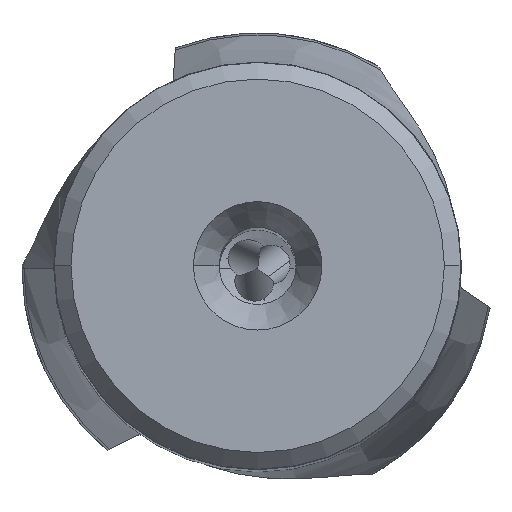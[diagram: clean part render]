
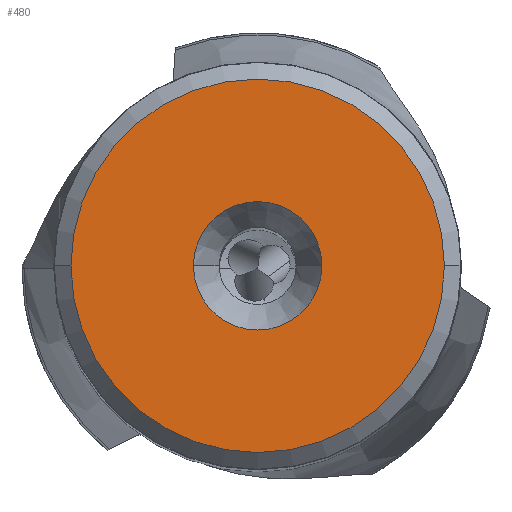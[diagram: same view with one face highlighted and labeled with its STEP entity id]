
A CAD part, top view. The second image highlights one B-rep face of the part: STEP entity #480.
In plain terms, the highlighted planar face has unit normal (0, 0, 1).
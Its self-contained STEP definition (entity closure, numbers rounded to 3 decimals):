
#95=FACE_BOUND('',#1204,.T.);
#96=FACE_BOUND('',#1205,.T.);
#263=PLANE('',#6410);
#480=ADVANCED_FACE('',(#95,#96),#263,.T.);
#1204=EDGE_LOOP('',(#3204,#3205));
#1205=EDGE_LOOP('',(#3206,#3207));
#1763=CIRCLE('',#6404,14.54);
#1764=CIRCLE('',#6406,14.54);
#1765=CIRCLE('',#6408,5.);
#1766=CIRCLE('',#6409,5.);
#3204=ORIENTED_EDGE('',*,*,#4985,.T.);
#3205=ORIENTED_EDGE('',*,*,#4983,.T.);
#3206=ORIENTED_EDGE('',*,*,#4986,.T.);
#3207=ORIENTED_EDGE('',*,*,#4987,.T.);
#4153=VERTEX_POINT('',#12171);
#4154=VERTEX_POINT('',#12173);
#4155=VERTEX_POINT('',#12179);
#4156=VERTEX_POINT('',#12180);
#4983=EDGE_CURVE('',#4154,#4153,#1763,.T.);
#4985=EDGE_CURVE('',#4153,#4154,#1764,.T.);
#4986=EDGE_CURVE('',#4155,#4156,#1765,.T.);
#4987=EDGE_CURVE('',#4156,#4155,#1766,.T.);
#6404=AXIS2_PLACEMENT_3D('',#12172,#7756,#7757);
#6406=AXIS2_PLACEMENT_3D('',#12176,#7761,#7762);
#6408=AXIS2_PLACEMENT_3D('',#12178,#7765,#7766);
#6409=AXIS2_PLACEMENT_3D('',#12181,#7767,#7768);
#6410=AXIS2_PLACEMENT_3D('',#12182,#7769,#7770);
#7756=DIRECTION('',(0.,0.,1.));
#7757=DIRECTION('',(1.,0.,0.));
#7761=DIRECTION('',(0.,0.,1.));
#7762=DIRECTION('',(-1.,0.,0.));
#7765=DIRECTION('',(0.,0.,-1.));
#7766=DIRECTION('',(-1.,0.,0.));
#7767=DIRECTION('',(0.,0.,-1.));
#7768=DIRECTION('',(1.,0.,0.));
#7769=DIRECTION('',(0.,0.,1.));
#7770=DIRECTION('',(1.,0.,0.));
#12171=CARTESIAN_POINT('',(-14.54,0.,0.));
#12172=CARTESIAN_POINT('',(0.,0.,0.));
#12173=CARTESIAN_POINT('',(14.54,0.,0.));
#12176=CARTESIAN_POINT('',(0.,0.,0.));
#12178=CARTESIAN_POINT('',(0.,0.,0.));
#12179=CARTESIAN_POINT('',(-5.,0.,0.));
#12180=CARTESIAN_POINT('',(5.,0.,0.));
#12181=CARTESIAN_POINT('',(0.,0.,0.));
#12182=CARTESIAN_POINT('',(0.,0.,0.));
